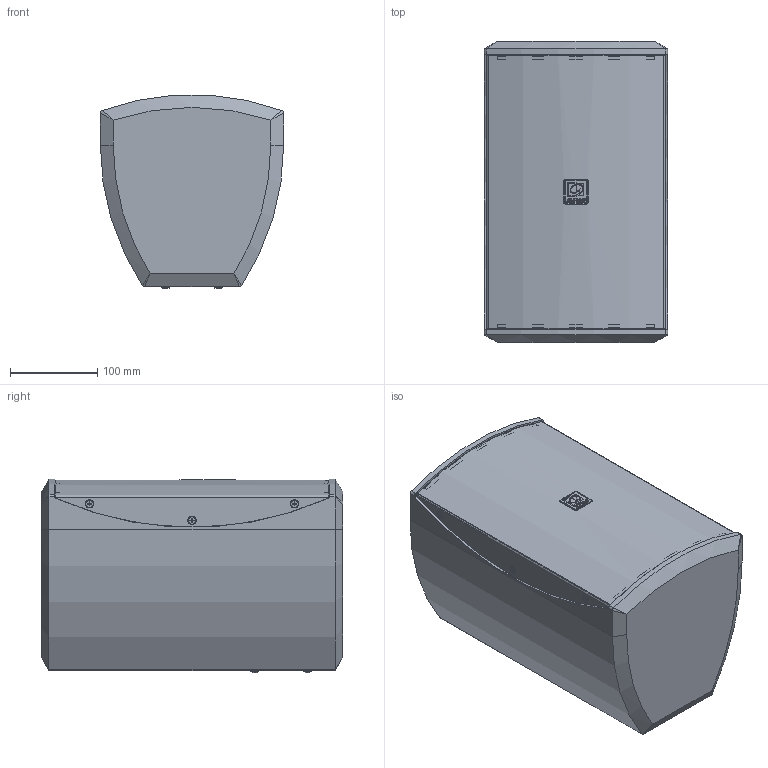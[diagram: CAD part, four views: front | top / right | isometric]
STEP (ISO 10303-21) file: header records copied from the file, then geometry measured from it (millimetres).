
FILE_DESCRIPTION(/* description */ (''),/* implementation_level */ '2;1');
FILE_NAME(/* name */ 'AUDAC-XENO6.stp',/* time_stamp */ '2021-03-24T08:34:15+01:00',/* author */ ('kamiel'),/* organization */ (''),/* preprocessor_version */ 'ST-DEVELOPER v18.1',/* originating_system */ 'Autodesk Inventor 2021',/* authorisation */ '');
FILE_SCHEMA (('AUTOMOTIVE_DESIGN { 1 0 10303 214 3 1 1 }'));
Products named in the file (1): AUDAC-XENO6
Bounding box: 210 x 345 x 221.93 mm (x, y, z)
Volume: 13458827.4 mm3; surface area: 458547.4 mm2
Topology: 1 solids, 6 shells, 2061 faces, 5340 edges, 3514 vertices
Faces by surface type: plane 1222, bspline 536, cylinder 143, cone 104, torus 52, sphere 4
Full cylindrical faces by diameter (mm): 0.4 x62, 2.8 x4, 4.8 x4, 4.917 x5, 5.3 x4, 8.4 x6
Entity records: 67434 total; most frequent: CARTESIAN_POINT 20271, ORIENTED_EDGE 10656, DIRECTION 7632, EDGE_CURVE 5328, VERTEX_POINT 3514, LINE 3458, VECTOR 3458, EDGE_LOOP 2316
